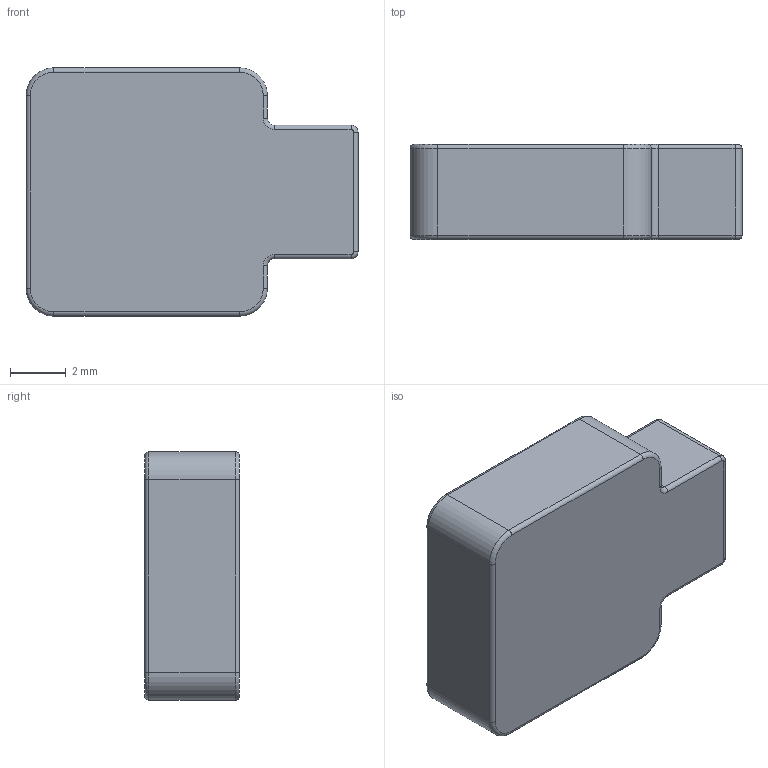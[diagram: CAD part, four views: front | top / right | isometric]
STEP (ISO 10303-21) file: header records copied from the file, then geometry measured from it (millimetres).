
FILE_DESCRIPTION (( 'STEP AP214' ), '1' );
FILE_NAME ('SV_KVSB_L11.9T3.4W8.9.STEP', '2019-08-05T19:50:41', ( '' ), ( '' ), 'SwSTEP 2.0', 'SolidWorks 2014', '' );
FILE_SCHEMA (( 'AUTOMOTIVE_DESIGN' ));
Length unit declared in the file: millimetre
Products named in the file (1): SV_KVSB_L11.9T3.4W8.9
Bounding box: 11.9 x 3.4 x 8.9 mm (x, y, z)
Volume: 311.4 mm3; surface area: 312.6 mm2
Topology: 1 solids, 1 shells, 104 faces, 265 edges, 166 vertices
Faces by surface type: plane 64, cylinder 24, torus 16
Entity records: 3681 total; most frequent: DIRECTION 539, CARTESIAN_POINT 536, ORIENTED_EDGE 530, EDGE_CURVE 265, LINE 201, VECTOR 201, AXIS2_PLACEMENT_3D 169, VERTEX_POINT 166
